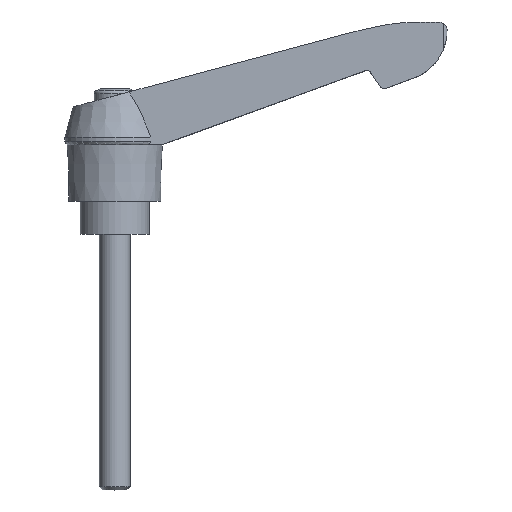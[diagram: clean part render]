
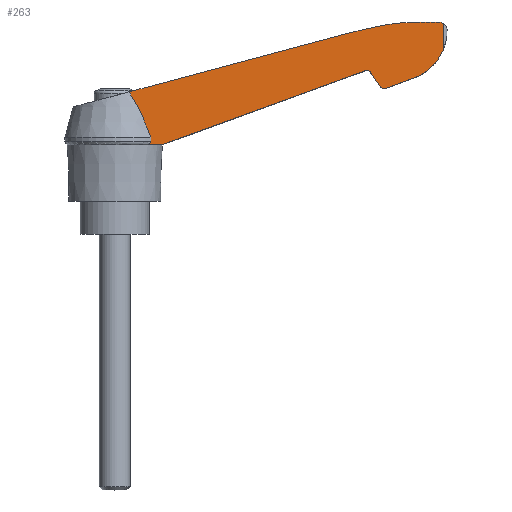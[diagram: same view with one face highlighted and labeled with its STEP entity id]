
A CAD part, top view. The second image highlights one B-rep face of the part: STEP entity #263.
In plain terms, the highlighted planar face has unit normal (0.034, 0, 0.999).
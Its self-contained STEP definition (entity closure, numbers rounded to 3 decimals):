
#263 = ADVANCED_FACE( '', ( #533 ), #534, .F. );
#533 = FACE_OUTER_BOUND( '', #799, .T. );
#534 = PLANE( '', #800 );
#799 = EDGE_LOOP( '', ( #1520, #1521, #1522, #1523, #1524, #1525, #1526, #1527, #1528, #1529, #1530, #1531, #1532, #1533, #1534, #1535 ) );
#800 = AXIS2_PLACEMENT_3D( '', #1536, #1537, #1538 );
#1520 = ORIENTED_EDGE( '', *, *, #1768, .F. );
#1521 = ORIENTED_EDGE( '', *, *, #1815, .T. );
#1522 = ORIENTED_EDGE( '', *, *, #1665, .F. );
#1523 = ORIENTED_EDGE( '', *, *, #1868, .F. );
#1524 = ORIENTED_EDGE( '', *, *, #1756, .T. );
#1525 = ORIENTED_EDGE( '', *, *, #1747, .F. );
#1526 = ORIENTED_EDGE( '', *, *, #1870, .F. );
#1527 = ORIENTED_EDGE( '', *, *, #1734, .F. );
#1528 = ORIENTED_EDGE( '', *, *, #1626, .F. );
#1529 = ORIENTED_EDGE( '', *, *, #1720, .F. );
#1530 = ORIENTED_EDGE( '', *, *, #1845, .F. );
#1531 = ORIENTED_EDGE( '', *, *, #1851, .F. );
#1532 = ORIENTED_EDGE( '', *, *, #1742, .F. );
#1533 = ORIENTED_EDGE( '', *, *, #1831, .F. );
#1534 = ORIENTED_EDGE( '', *, *, #1873, .F. );
#1535 = ORIENTED_EDGE( '', *, *, #1663, .F. );
#1536 = CARTESIAN_POINT( '', ( 0., 46.5, 6.943 ) );
#1537 = DIRECTION( '', ( -0.034, 0., -0.999 ) );
#1538 = DIRECTION( '', ( -0.999, 0., 0.034 ) );
#1626 = EDGE_CURVE( '', #1961, #1943, #1963, .T. );
#1663 = EDGE_CURVE( '', #2023, #2019, #2025, .T. );
#1665 = EDGE_CURVE( '', #2027, #1880, #2028, .T. );
#1720 = EDGE_CURVE( '', #2110, #1961, #2112, .T. );
#1734 = EDGE_CURVE( '', #1943, #2133, #2134, .T. );
#1742 = EDGE_CURVE( '', #2145, #2140, #2147, .T. );
#1747 = EDGE_CURVE( '', #2154, #2149, #2156, .T. );
#1756 = EDGE_CURVE( '', #2169, #2149, #2170, .T. );
#1768 = EDGE_CURVE( '', #2185, #2023, #2187, .T. );
#1815 = EDGE_CURVE( '', #2185, #1880, #2249, .T. );
#1831 = EDGE_CURVE( '', #2268, #2145, #2270, .T. );
#1845 = EDGE_CURVE( '', #2286, #2110, #2288, .T. );
#1851 = EDGE_CURVE( '', #2140, #2286, #2295, .T. );
#1868 = EDGE_CURVE( '', #2169, #2027, #2312, .T. );
#1870 = EDGE_CURVE( '', #2133, #2154, #2314, .T. );
#1873 = EDGE_CURVE( '', #2019, #2268, #2317, .T. );
#1880 = VERTEX_POINT( '', #2324 );
#1943 = VERTEX_POINT( '', #2406 );
#1961 = VERTEX_POINT( '', #2469 );
#1963 = ELLIPSE( '', #2494, 10.006, 10. );
#2019 = VERTEX_POINT( '', #2571 );
#2023 = VERTEX_POINT( '', #2584 );
#2025 = B_SPLINE_CURVE_WITH_KNOTS( '', 3, ( #2586, #2587, #2588, #2589, #2590, #2591, #2592, #2593, #2594, #2595, #2596, #2597 ), .UNSPECIFIED., .F., .F., ( 4, 2, 2, 2, 2, 4 ), ( 0., 0.002, 0.005, 0.007, 0.009, 0.01 ), .UNSPECIFIED. );
#2027 = VERTEX_POINT( '', #2599 );
#2028 = LINE( '', #2600, #2601 );
#2110 = VERTEX_POINT( '', #2709 );
#2112 = LINE( '', #2720, #2721 );
#2133 = VERTEX_POINT( '', #2755 );
#2134 = LINE( '', #2756, #2757 );
#2140 = VERTEX_POINT( '', #2766 );
#2145 = VERTEX_POINT( '', #2772 );
#2147 = ELLIPSE( '', #2775, 35.02, 35. );
#2149 = VERTEX_POINT( '', #2777 );
#2154 = VERTEX_POINT( '', #2784 );
#2156 = LINE( '', #2787, #2788 );
#2169 = VERTEX_POINT( '', #2802 );
#2170 = ELLIPSE( '', #2803, 0.7, 0.7 );
#2185 = VERTEX_POINT( '', #2823 );
#2187 = LINE( '', #2825, #2826 );
#2249 = B_SPLINE_CURVE_WITH_KNOTS( '', 3, ( #2907, #2908, #2909, #2910, #2911, #2912 ), .UNSPECIFIED., .F., .F., ( 4, 2, 4 ), ( 0., 0.001, 0.001 ), .UNSPECIFIED. );
#2268 = VERTEX_POINT( '', #2958 );
#2270 = ELLIPSE( '', #2961, 141.08, 141. );
#2286 = VERTEX_POINT( '', #2980 );
#2288 = ELLIPSE( '', #2983, 1.601, 1.6 );
#2295 = ELLIPSE( '', #2991, 35.02, 35. );
#2312 = LINE( '', #3022, #3023 );
#2314 = ELLIPSE( '', #3025, 1.001, 1. );
#2317 = LINE( '', #3028, #3029 );
#2324 = CARTESIAN_POINT( '', ( 6.456, 17.5, 6.725 ) );
#2406 = CARTESIAN_POINT( '', ( 57.9, 30.347, 4.99 ) );
#2469 = CARTESIAN_POINT( '', ( 64.324, 36.302, 4.773 ) );
#2494 = AXIS2_PLACEMENT_3D( '', #3093, #3094, #3095 );
#2571 = CARTESIAN_POINT( '', ( 2.77, 27.859, 6.849 ) );
#2584 = CARTESIAN_POINT( '', ( 7.079, 19., 6.704 ) );
#2586 = CARTESIAN_POINT( '', ( 7.079, 19., 6.704 ) );
#2587 = CARTESIAN_POINT( '', ( 6.787, 19.77, 6.714 ) );
#2588 = CARTESIAN_POINT( '', ( 6.487, 20.537, 6.724 ) );
#2589 = CARTESIAN_POINT( '', ( 5.863, 22.061, 6.745 ) );
#2590 = CARTESIAN_POINT( '', ( 5.539, 22.819, 6.756 ) );
#2591 = CARTESIAN_POINT( '', ( 4.854, 24.317, 6.779 ) );
#2592 = CARTESIAN_POINT( '', ( 4.492, 25.057, 6.791 ) );
#2593 = CARTESIAN_POINT( '', ( 3.899, 26.141, 6.811 ) );
#2594 = CARTESIAN_POINT( '', ( 3.693, 26.497, 6.818 ) );
#2595 = CARTESIAN_POINT( '', ( 3.254, 27.194, 6.833 ) );
#2596 = CARTESIAN_POINT( '', ( 3.022, 27.535, 6.841 ) );
#2597 = CARTESIAN_POINT( '', ( 2.77, 27.859, 6.849 ) );
#2599 = CARTESIAN_POINT( '', ( 9.2, 17.5, 6.633 ) );
#2600 = CARTESIAN_POINT( '', ( -0.095, 17.5, 6.946 ) );
#2601 = VECTOR( '', #3135, 1000. );
#2709 = CARTESIAN_POINT( '', ( 64.324, 41.207, 4.773 ) );
#2720 = CARTESIAN_POINT( '', ( 64.324, 46.5, 4.773 ) );
#2721 = VECTOR( '', #3204, 1000. );
#2755 = CARTESIAN_POINT( '', ( 53.088, 28.596, 5.152 ) );
#2756 = CARTESIAN_POINT( '', ( 52.951, 28.546, 5.156 ) );
#2757 = VECTOR( '', #3221, 1000. );
#2766 = CARTESIAN_POINT( '', ( 59.7, 41.5, 4.929 ) );
#2772 = CARTESIAN_POINT( '', ( 53., 41., 5.155 ) );
#2775 = AXIS2_PLACEMENT_3D( '', #3230, #3231, #3232 );
#2777 = CARTESIAN_POINT( '', ( 49.953, 31.781, 5.258 ) );
#2784 = CARTESIAN_POINT( '', ( 51.927, 28.962, 5.191 ) );
#2787 = CARTESIAN_POINT( '', ( 49.903, 31.852, 5.259 ) );
#2788 = VECTOR( '', #3236, 1000. );
#2802 = CARTESIAN_POINT( '', ( 49.14, 32.037, 5.285 ) );
#2803 = AXIS2_PLACEMENT_3D( '', #3250, #3251, #3252 );
#2823 = CARTESIAN_POINT( '', ( 7.079, 18.24, 6.704 ) );
#2825 = CARTESIAN_POINT( '', ( 7.079, 55.578, 6.704 ) );
#2826 = VECTOR( '', #3267, 1000. );
#2907 = CARTESIAN_POINT( '', ( 7.079, 18.24, 6.704 ) );
#2908 = CARTESIAN_POINT( '', ( 7.06, 18.071, 6.705 ) );
#2909 = CARTESIAN_POINT( '', ( 6.979, 17.916, 6.707 ) );
#2910 = CARTESIAN_POINT( '', ( 6.752, 17.666, 6.715 ) );
#2911 = CARTESIAN_POINT( '', ( 6.61, 17.571, 6.72 ) );
#2912 = CARTESIAN_POINT( '', ( 6.456, 17.5, 6.725 ) );
#2958 = CARTESIAN_POINT( '', ( 43.4, 38.746, 5.479 ) );
#2961 = AXIS2_PLACEMENT_3D( '', #3344, #3345, #3346 );
#2980 = CARTESIAN_POINT( '', ( 63.6, 41.487, 4.797 ) );
#2983 = AXIS2_PLACEMENT_3D( '', #3360, #3361, #3362 );
#2991 = AXIS2_PLACEMENT_3D( '', #3370, #3371, #3372 );
#3022 = CARTESIAN_POINT( '', ( 9.107, 17.466, 6.636 ) );
#3023 = VECTOR( '', #3384, 1000. );
#3025 = AXIS2_PLACEMENT_3D( '', #3385, #3386, #3387 );
#3028 = CARTESIAN_POINT( '', ( 43.266, 38.71, 5.483 ) );
#3029 = VECTOR( '', #3388, 1000. );
#3093 = CARTESIAN_POINT( '', ( 55., 39.917, 5.087 ) );
#3094 = DIRECTION( '', ( -0.034, 0., -0.999 ) );
#3095 = DIRECTION( '', ( 0.999, 0., -0.034 ) );
#3135 = DIRECTION( '', ( -0.999, 0., 0.034 ) );
#3204 = DIRECTION( '', ( 0., -1., 0. ) );
#3221 = DIRECTION( '', ( -0.939, -0.342, 0.032 ) );
#3230 = CARTESIAN_POINT( '', ( 58.943, 6.508, 4.954 ) );
#3231 = DIRECTION( '', ( -0.034, 0., -0.999 ) );
#3232 = DIRECTION( '', ( 0.999, 0., -0.034 ) );
#3236 = DIRECTION( '', ( -0.573, 0.819, 0.019 ) );
#3250 = CARTESIAN_POINT( '', ( 49.38, 31.379, 5.277 ) );
#3251 = DIRECTION( '', ( -0.034, 0., -0.999 ) );
#3252 = DIRECTION( '', ( 0.999, 0., -0.034 ) );
#3267 = DIRECTION( '', ( 0., 1., 0. ) );
#3344 = CARTESIAN_POINT( '', ( 80.407, -97.311, 4.23 ) );
#3345 = DIRECTION( '', ( -0.034, 0., -0.999 ) );
#3346 = DIRECTION( '', ( 0.999, 0., -0.034 ) );
#3360 = CARTESIAN_POINT( '', ( 63.4, 39.9, 4.804 ) );
#3361 = DIRECTION( '', ( -0.034, 0., -0.999 ) );
#3362 = DIRECTION( '', ( 0.999, 0., -0.034 ) );
#3370 = CARTESIAN_POINT( '', ( 61.538, 6.548, 4.867 ) );
#3371 = DIRECTION( '', ( -0.034, 0., -0.999 ) );
#3372 = DIRECTION( '', ( 0.999, 0., -0.034 ) );
#3384 = DIRECTION( '', ( -0.939, -0.342, 0.032 ) );
#3385 = CARTESIAN_POINT( '', ( 52.746, 29.535, 5.163 ) );
#3386 = DIRECTION( '', ( -0.034, 0., -0.999 ) );
#3387 = DIRECTION( '', ( 0.999, 0., -0.034 ) );
#3388 = DIRECTION( '', ( 0.965, 0.259, -0.033 ) );
